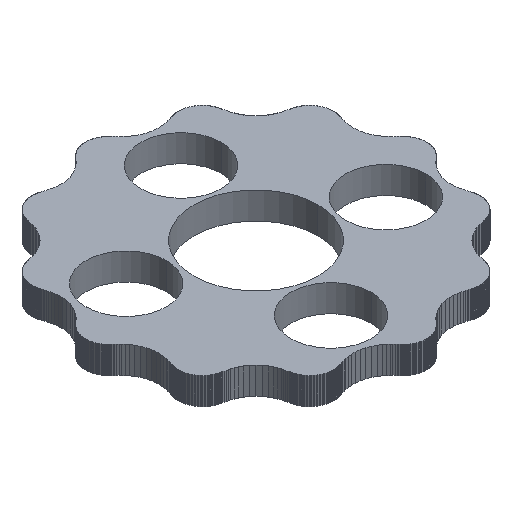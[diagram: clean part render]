
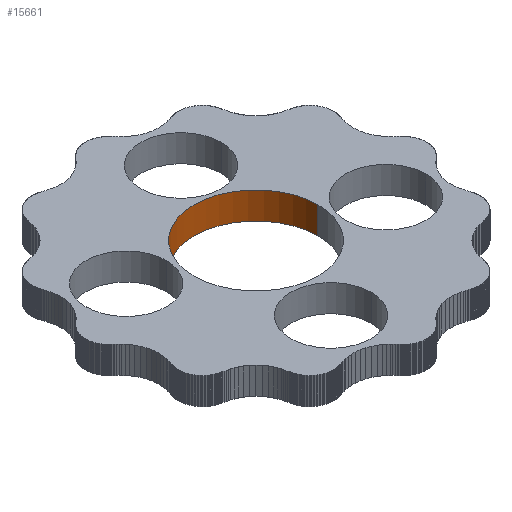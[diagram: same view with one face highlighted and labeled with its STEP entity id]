
A CAD part, isometric view. The second image highlights one B-rep face of the part: STEP entity #15661.
In plain terms, the highlighted cylindrical face has radius 16.05 mm (diameter 32.1 mm), a partial arc.
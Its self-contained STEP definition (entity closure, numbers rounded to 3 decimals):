
#70 = DIRECTION ( 'NONE',  ( 0., 0., 1. ) ) ;
#2268 = VERTEX_POINT ( 'NONE', #22248 ) ;
#4466 = EDGE_CURVE ( 'NONE', #23325, #2268, #9384, .T. ) ;
#4850 = EDGE_CURVE ( 'NONE', #9017, #23325, #24365, .T. ) ;
#5531 = FACE_OUTER_BOUND ( 'NONE', #25582, .T. ) ;
#8938 = CIRCLE ( 'NONE', #24081, 16.05 ) ;
#9017 = VERTEX_POINT ( 'NONE', #24309 ) ;
#9368 = DIRECTION ( 'NONE',  ( 1., 0., 0. ) ) ;
#9384 = LINE ( 'NONE', #17640, #17852 ) ;
#9728 = CARTESIAN_POINT ( 'NONE',  ( 0., 0., -1. ) ) ;
#10237 = LINE ( 'NONE', #16599, #21849 ) ;
#10279 = ORIENTED_EDGE ( 'NONE', *, *, #4850, .F. ) ;
#10544 = ORIENTED_EDGE ( 'NONE', *, *, #20898, .T. ) ;
#10970 = CARTESIAN_POINT ( 'NONE',  ( 16.05, 0., 7. ) ) ;
#11391 = DIRECTION ( 'NONE',  ( 0., 0., 1. ) ) ;
#11761 = CYLINDRICAL_SURFACE ( 'NONE', #21852, 16.05 ) ;
#12684 = AXIS2_PLACEMENT_3D ( 'NONE', #25879, #15854, #13291 ) ;
#13291 = DIRECTION ( 'NONE',  ( 1., 0., 0. ) ) ;
#13852 = DIRECTION ( 'NONE',  ( 0., 0., 1. ) ) ;
#15661 = ADVANCED_FACE ( 'NONE', ( #5531 ), #11761, .F. ) ;
#15854 = DIRECTION ( 'NONE',  ( 0., 0., 1. ) ) ;
#16225 = ORIENTED_EDGE ( 'NONE', *, *, #4466, .F. ) ;
#16230 = DIRECTION ( 'NONE',  ( 0., 0., 1. ) ) ;
#16599 = CARTESIAN_POINT ( 'NONE',  ( 16.05, 0., -1. ) ) ;
#17010 = CARTESIAN_POINT ( 'NONE',  ( -16.05, 0., 0. ) ) ;
#17415 = EDGE_CURVE ( 'NONE', #9017, #21135, #10237, .T. ) ;
#17640 = CARTESIAN_POINT ( 'NONE',  ( -16.05, 0., -1. ) ) ;
#17852 = VECTOR ( 'NONE', #13852, 1000. ) ;
#20766 = ORIENTED_EDGE ( 'NONE', *, *, #17415, .T. ) ;
#20898 = EDGE_CURVE ( 'NONE', #21135, #2268, #8938, .T. ) ;
#21135 = VERTEX_POINT ( 'NONE', #10970 ) ;
#21849 = VECTOR ( 'NONE', #70, 1000. ) ;
#21852 = AXIS2_PLACEMENT_3D ( 'NONE', #9728, #16230, #26255 ) ;
#22248 = CARTESIAN_POINT ( 'NONE',  ( -16.05, 0., 7. ) ) ;
#23325 = VERTEX_POINT ( 'NONE', #17010 ) ;
#23858 = CARTESIAN_POINT ( 'NONE',  ( 0., 0., 7. ) ) ;
#24081 = AXIS2_PLACEMENT_3D ( 'NONE', #23858, #11391, #9368 ) ;
#24309 = CARTESIAN_POINT ( 'NONE',  ( 16.05, 0., 0. ) ) ;
#24365 = CIRCLE ( 'NONE', #12684, 16.05 ) ;
#25582 = EDGE_LOOP ( 'NONE', ( #16225, #10279, #20766, #10544 ) ) ;
#25879 = CARTESIAN_POINT ( 'NONE',  ( 0., 0., 0. ) ) ;
#26255 = DIRECTION ( 'NONE',  ( 1., 0., 0. ) ) ;
